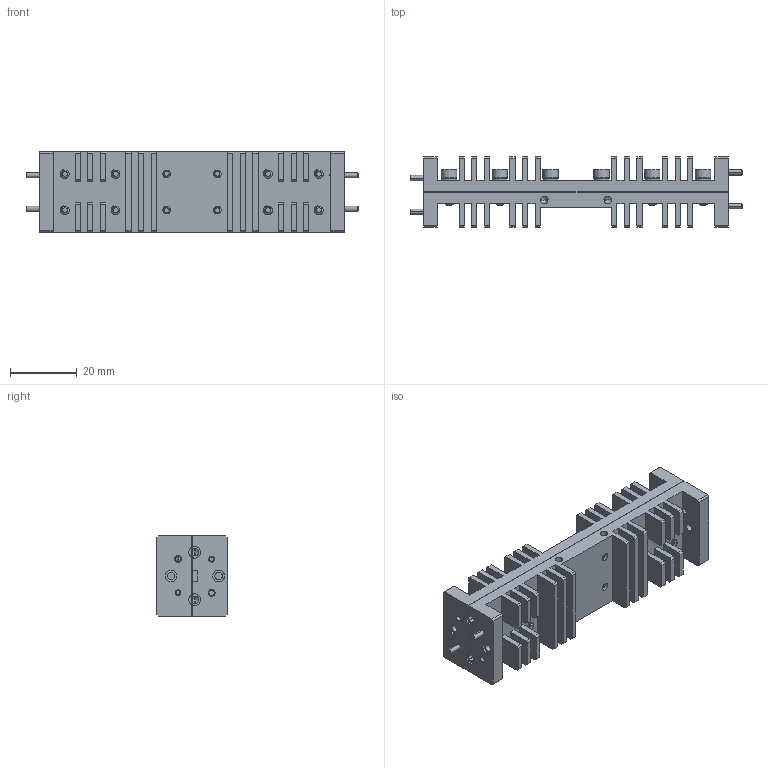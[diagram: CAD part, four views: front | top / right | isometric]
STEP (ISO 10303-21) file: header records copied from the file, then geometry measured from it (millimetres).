
FILE_DESCRIPTION (( 'STEP AP203' ), '1' );
FILE_NAME ('STA-03-12-FS-40.STEP', '2019-04-11T18:28:14', ( '' ), ( '' ), 'SwSTEP 2.0', 'SolidWorks 2016', '' );
FILE_SCHEMA (( 'CONFIG_CONTROL_DESIGN' ));
Length unit declared in the file: millimetre
Products named in the file (1): STA-03-12-FS-40
Bounding box: 99.57 x 21.08 x 24.13 mm (x, y, z)
Volume: 24208.3 mm3; surface area: 27699.9 mm2
Topology: 31 solids, 31 shells, 1553 faces, 4146 edges, 2662 vertices
Faces by surface type: cylinder 830, plane 476, cone 223, bspline 24
Entity records: 62982 total; most frequent: CARTESIAN_POINT 27675, ORIENTED_EDGE 8236, DIRECTION 6501, EDGE_CURVE 4118, VERTEX_POINT 2662, AXIS2_PLACEMENT_3D 2220, LINE 2061, VECTOR 2061
